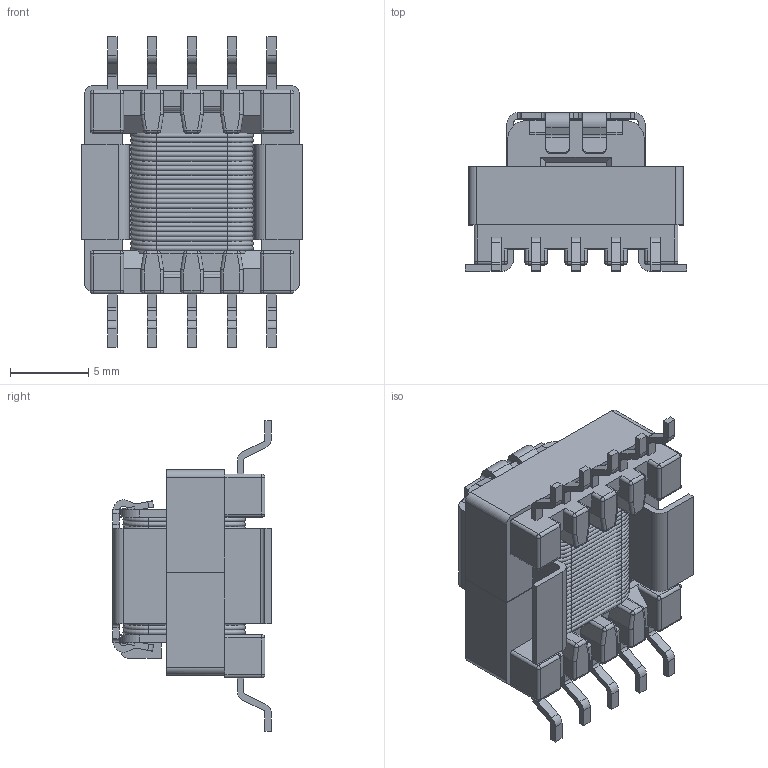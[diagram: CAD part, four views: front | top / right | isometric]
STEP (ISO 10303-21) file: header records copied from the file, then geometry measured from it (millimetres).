
FILE_DESCRIPTION((''),'2;1');
FILE_NAME('B82801C_EF126-MAX','2021-07-24T',('EA6875'),(''),'CREO PARAMETRIC BY PTC INC, 2015480','CREO PARAMETRIC BY PTC INC, 2015480','');
FILE_SCHEMA(('CONFIG_CONTROL_DESIGN','GEOMETRIC_VALIDATION_PROPERTIES_MIM'));
Length unit declared in the file: millimetre
Products named in the file (1): B82801C_EF126-MAX
Bounding box: 14.1 x 10.1 x 19.8 mm (x, y, z)
Volume: 1107 mm3; surface area: 1853.4 mm2
Topology: 1 solids, 1 shells, 753 faces, 1874 edges, 1132 vertices
Faces by surface type: cylinder 307, plane 306, torus 100, sphere 40
Entity records: 27784 total; most frequent: CARTESIAN_POINT 4039, DIRECTION 4026, ORIENTED_EDGE 3748, EDGE_CURVE 1874, AXIS2_PLACEMENT_3D 1449, VERTEX_POINT 1132, VECTOR 1128, LINE 1128
